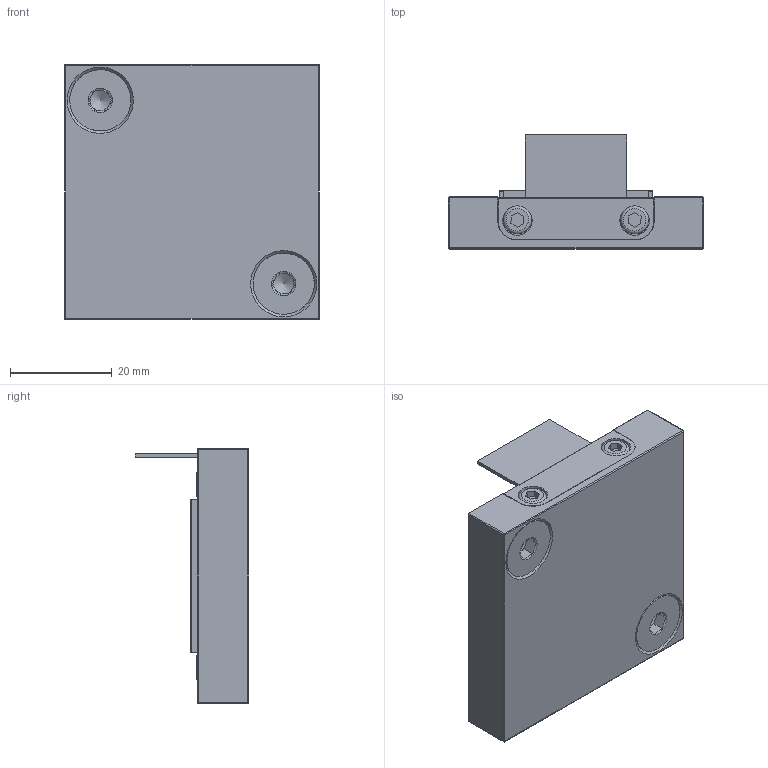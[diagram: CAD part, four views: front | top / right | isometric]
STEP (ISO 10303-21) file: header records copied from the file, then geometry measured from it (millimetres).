
FILE_DESCRIPTION(/* description */ ('Unknown'),/* implementation_level */ '2;1');
FILE_NAME(/* name */ 'A-0000098-Deckel50-geschraubt',/* time_stamp */ '2020-03-19T15:42:44+01:00',/* author */ ('Unknown'),/* organization */ ('Unknown'),/* preprocessor_version */ 'ST-DEVELOPER v16.7',/* originating_system */ 'Solid Edge',/* authorisation */ 'Unknown');
FILE_SCHEMA (('AUTOMOTIVE_DESIGN {1 0 10303 214 3 1 1}'));
Length unit declared in the file: millimetre
Products named in the file (1): A-0000098-Deckel50-geschraubt-dy
Bounding box: 50 x 22.31 x 50 mm (x, y, z)
Volume: 18374.3 mm3; surface area: 12281.4 mm2
Topology: 1 solids, 1 shells, 289 faces, 746 edges, 481 vertices
Faces by surface type: plane 212, cylinder 42, bspline 14, cone 14, torus 4, sphere 3
Full cylindrical faces by diameter (mm): 3.2 x2, 5.5 x2, 5.8 x2, 6 x2, 6.2 x1, 6.4 x2, 12 x3
Entity records: 11372 total; most frequent: CARTESIAN_POINT 2565, ORIENTED_EDGE 1384, DIRECTION 1318, EDGE_CURVE 692, LINE 530, VECTOR 530, VERTEX_POINT 465, AXIS2_PLACEMENT_3D 394
